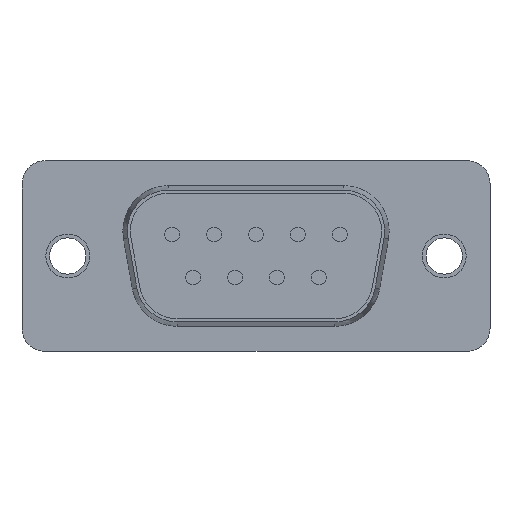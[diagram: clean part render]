
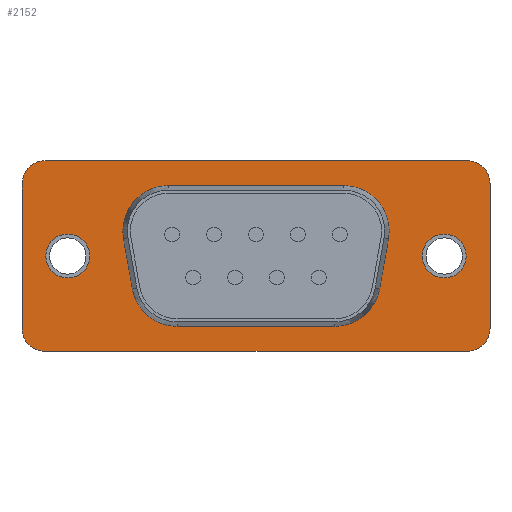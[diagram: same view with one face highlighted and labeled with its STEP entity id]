
A CAD part, front view. The second image highlights one B-rep face of the part: STEP entity #2152.
In plain terms, the highlighted planar face has unit normal (0, -1, 0).
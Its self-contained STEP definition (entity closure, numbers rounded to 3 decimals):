
#1235=DIRECTION('',(-1.,0.,0.));
#1236=VECTOR('',#1235,11.6);
#1237=CARTESIAN_POINT('',(278.79,0.,233.594));
#1238=LINE('',#1237,#1236);
#1255=DIRECTION('',(1.,0.,0.));
#1256=VECTOR('',#1255,10.436);
#1257=CARTESIAN_POINT('',(267.772,0.,224.294));
#1258=LINE('',#1257,#1256);
#1259=CARTESIAN_POINT('',(278.208,0.,227.294));
#1260=DIRECTION('',(0.,1.,0.));
#1261=DIRECTION('',(0.985,0.,-0.174));
#1262=AXIS2_PLACEMENT_3D('',#1259,#1260,#1261);
#1264=DIRECTION('',(-0.174,0.,-0.985));
#1265=VECTOR('',#1264,3.351);
#1266=CARTESIAN_POINT('',(281.744,0.,230.073));
#1267=LINE('',#1266,#1265);
#1268=CARTESIAN_POINT('',(278.79,0.,230.594));
#1269=DIRECTION('',(0.,1.,0.));
#1270=DIRECTION('',(0.766,0.,0.643));
#1271=AXIS2_PLACEMENT_3D('',#1268,#1269,#1270);
#1273=CARTESIAN_POINT('',(278.79,0.,230.594));
#1274=DIRECTION('',(0.,1.,0.));
#1275=DIRECTION('',(0.,0.,1.));
#1276=AXIS2_PLACEMENT_3D('',#1273,#1274,#1275);
#1278=CARTESIAN_POINT('',(267.19,0.,230.594));
#1279=DIRECTION('',(0.,1.,0.));
#1280=DIRECTION('',(-0.766,0.,0.643));
#1281=AXIS2_PLACEMENT_3D('',#1278,#1279,#1280);
#1283=CARTESIAN_POINT('',(267.19,0.,230.594));
#1284=DIRECTION('',(0.,1.,0.));
#1285=DIRECTION('',(-0.985,0.,-0.174));
#1286=AXIS2_PLACEMENT_3D('',#1283,#1284,#1285);
#1288=DIRECTION('',(-0.174,0.,0.985));
#1289=VECTOR('',#1288,3.351);
#1290=CARTESIAN_POINT('',(264.817,0.,226.773));
#1291=LINE('',#1290,#1289);
#1292=CARTESIAN_POINT('',(267.772,0.,227.294));
#1293=DIRECTION('',(0.,1.,0.));
#1294=DIRECTION('',(-0.643,0.,-0.766));
#1295=AXIS2_PLACEMENT_3D('',#1292,#1293,#1294);
#1297=CARTESIAN_POINT('',(267.772,0.,227.294));
#1298=DIRECTION('',(0.,1.,0.));
#1299=DIRECTION('',(0.,0.,-1.));
#1300=AXIS2_PLACEMENT_3D('',#1297,#1298,#1299);
#1302=CARTESIAN_POINT('',(278.208,0.,227.294));
#1303=DIRECTION('',(0.,1.,0.));
#1304=DIRECTION('',(0.643,0.,-0.766));
#1305=AXIS2_PLACEMENT_3D('',#1302,#1303,#1304);
#1307=CARTESIAN_POINT('',(285.43,0.,228.944));
#1308=DIRECTION('',(0.,1.,0.));
#1309=DIRECTION('',(1.,0.,0.));
#1310=AXIS2_PLACEMENT_3D('',#1307,#1308,#1309);
#1312=CARTESIAN_POINT('',(285.43,0.,228.944));
#1313=DIRECTION('',(0.,1.,0.));
#1314=DIRECTION('',(-1.,0.,0.));
#1315=AXIS2_PLACEMENT_3D('',#1312,#1313,#1314);
#1317=CARTESIAN_POINT('',(260.55,0.,228.944));
#1318=DIRECTION('',(0.,1.,0.));
#1319=DIRECTION('',(1.,0.,0.));
#1320=AXIS2_PLACEMENT_3D('',#1317,#1318,#1319);
#1322=CARTESIAN_POINT('',(260.55,0.,228.944));
#1323=DIRECTION('',(0.,1.,0.));
#1324=DIRECTION('',(-1.,0.,0.));
#1325=AXIS2_PLACEMENT_3D('',#1322,#1323,#1324);
#1327=CARTESIAN_POINT('',(259.025,0.,224.144));
#1328=DIRECTION('',(0.,-1.,0.));
#1329=DIRECTION('',(-1.,0.,-0.002));
#1330=AXIS2_PLACEMENT_3D('',#1327,#1328,#1329);
#1332=DIRECTION('',(0.,0.,-1.));
#1333=VECTOR('',#1332,8.67);
#1334=CARTESIAN_POINT('',(257.526,0.,232.813));
#1335=LINE('',#1334,#1333);
#1336=DIRECTION('',(-0.028,0.,-1.));
#1337=VECTOR('',#1336,0.973);
#1338=CARTESIAN_POINT('',(257.553,0.,233.785));
#1339=LINE('',#1338,#1337);
#1340=CARTESIAN_POINT('',(259.052,0.,233.744));
#1341=DIRECTION('',(0.,-1.,0.));
#1342=DIRECTION('',(0.,0.,1.));
#1343=AXIS2_PLACEMENT_3D('',#1340,#1341,#1342);
#1345=DIRECTION('',(-1.,0.,0.));
#1346=VECTOR('',#1345,27.903);
#1347=CARTESIAN_POINT('',(286.955,0.,235.244));
#1348=LINE('',#1347,#1346);
#1349=CARTESIAN_POINT('',(286.955,0.,233.744));
#1350=DIRECTION('',(0.,-1.,0.));
#1351=DIRECTION('',(1.,0.,0.));
#1352=AXIS2_PLACEMENT_3D('',#1349,#1350,#1351);
#1354=CARTESIAN_POINT('',(286.955,0.,224.144));
#1355=DIRECTION('',(0.,-1.,0.));
#1356=DIRECTION('',(0.,0.,-1.));
#1357=AXIS2_PLACEMENT_3D('',#1354,#1355,#1356);
#1443=DIRECTION('',(0.,0.,-1.));
#1444=VECTOR('',#1443,9.6);
#1445=CARTESIAN_POINT('',(288.455,0.,233.744));
#1446=LINE('',#1445,#1444);
#1475=DIRECTION('',(-1.,0.,0.));
#1476=VECTOR('',#1475,27.93);
#1477=CARTESIAN_POINT('',(286.955,0.,222.644));
#1478=LINE('',#1477,#1476);
#1499=CARTESIAN_POINT('',(267.19,0.,233.594));
#1500=VERTEX_POINT('',#1499);
#1509=CARTESIAN_POINT('',(264.235,0.,230.073));
#1510=VERTEX_POINT('',#1509);
#1511=CARTESIAN_POINT('',(278.79,0.,233.594));
#1512=VERTEX_POINT('',#1511);
#1517=CARTESIAN_POINT('',(281.744,0.,230.073));
#1518=VERTEX_POINT('',#1517);
#1519=CARTESIAN_POINT('',(264.892,0.,232.522));
#1520=VERTEX_POINT('',#1519);
#1529=CARTESIAN_POINT('',(264.817,0.,226.773));
#1530=VERTEX_POINT('',#1529);
#1535=CARTESIAN_POINT('',(281.088,0.,232.522));
#1536=VERTEX_POINT('',#1535);
#1541=CARTESIAN_POINT('',(281.162,0.,226.773));
#1542=VERTEX_POINT('',#1541);
#1547=CARTESIAN_POINT('',(267.772,0.,224.294));
#1548=VERTEX_POINT('',#1547);
#1549=CARTESIAN_POINT('',(265.843,0.,224.996));
#1550=VERTEX_POINT('',#1549);
#1563=CARTESIAN_POINT('',(278.208,0.,224.294));
#1564=VERTEX_POINT('',#1563);
#1565=CARTESIAN_POINT('',(280.136,0.,224.996));
#1566=VERTEX_POINT('',#1565);
#1595=CARTESIAN_POINT('',(286.955,0.,222.644));
#1596=CARTESIAN_POINT('',(259.025,0.,222.644));
#1597=VERTEX_POINT('',#1595);
#1598=VERTEX_POINT('',#1596);
#1599=CARTESIAN_POINT('',(259.052,0.,235.244));
#1601=VERTEX_POINT('',#1599);
#1607=CARTESIAN_POINT('',(288.455,0.,224.144));
#1608=VERTEX_POINT('',#1607);
#1609=CARTESIAN_POINT('',(257.525,0.,224.14));
#1610=VERTEX_POINT('',#1609);
#1612=CARTESIAN_POINT('',(257.553,0.,233.785));
#1614=VERTEX_POINT('',#1612);
#1615=CARTESIAN_POINT('',(286.955,0.,235.244));
#1616=VERTEX_POINT('',#1615);
#1619=CARTESIAN_POINT('',(288.455,0.,233.744));
#1620=VERTEX_POINT('',#1619);
#1621=CARTESIAN_POINT('',(257.526,0.,232.813));
#1622=VERTEX_POINT('',#1621);
#1635=CARTESIAN_POINT('',(286.88,0.,228.944));
#1637=VERTEX_POINT('',#1635);
#1639=CARTESIAN_POINT('',(283.98,0.,228.944));
#1641=VERTEX_POINT('',#1639);
#1643=CARTESIAN_POINT('',(262.,0.,228.944));
#1645=VERTEX_POINT('',#1643);
#1647=CARTESIAN_POINT('',(259.1,0.,228.944));
#1649=VERTEX_POINT('',#1647);
#2101=CARTESIAN_POINT('',(284.076,0.,228.942));
#2102=DIRECTION('',(0.,-1.,0.));
#2103=DIRECTION('',(1.,0.,0.));
#2104=AXIS2_PLACEMENT_3D('',#2101,#2102,#2103);
#2105=PLANE('',#2104);
#2107=ORIENTED_EDGE('',*,*,#2106,.T.);
#2109=ORIENTED_EDGE('',*,*,#2108,.F.);
#2111=ORIENTED_EDGE('',*,*,#2110,.F.);
#2113=ORIENTED_EDGE('',*,*,#2112,.F.);
#2115=ORIENTED_EDGE('',*,*,#2114,.F.);
#2117=ORIENTED_EDGE('',*,*,#2116,.F.);
#2119=ORIENTED_EDGE('',*,*,#2118,.F.);
#2121=ORIENTED_EDGE('',*,*,#2120,.T.);
#2123=ORIENTED_EDGE('',*,*,#2122,.F.);
#2124=EDGE_LOOP('',(#2107,#2109,#2111,#2113,#2115,#2117,#2119,#2121,#2123));
#2125=FACE_OUTER_BOUND('',#2124,.F.);
#2126=ORIENTED_EDGE('',*,*,#1985,.F.);
#2127=ORIENTED_EDGE('',*,*,#2003,.F.);
#2128=ORIENTED_EDGE('',*,*,#2019,.F.);
#2129=ORIENTED_EDGE('',*,*,#2017,.F.);
#2130=ORIENTED_EDGE('',*,*,#2034,.T.);
#2131=ORIENTED_EDGE('',*,*,#2050,.F.);
#2132=ORIENTED_EDGE('',*,*,#2048,.F.);
#2133=ORIENTED_EDGE('',*,*,#2065,.F.);
#2134=ORIENTED_EDGE('',*,*,#2081,.F.);
#2135=ORIENTED_EDGE('',*,*,#2079,.F.);
#2136=ORIENTED_EDGE('',*,*,#2095,.T.);
#2137=ORIENTED_EDGE('',*,*,#1987,.F.);
#2138=EDGE_LOOP('',(#2126,#2127,#2128,#2129,#2130,#2131,#2132,#2133,#2134,#2135,
#2136,#2137));
#2139=FACE_BOUND('',#2138,.F.);
#2141=ORIENTED_EDGE('',*,*,#2140,.F.);
#2143=ORIENTED_EDGE('',*,*,#2142,.F.);
#2144=EDGE_LOOP('',(#2141,#2143));
#2145=FACE_BOUND('',#2144,.F.);
#2147=ORIENTED_EDGE('',*,*,#2146,.F.);
#2149=ORIENTED_EDGE('',*,*,#2148,.F.);
#2150=EDGE_LOOP('',(#2147,#2149));
#2151=FACE_BOUND('',#2150,.F.);
#2152=ADVANCED_FACE('',(#2125,#2139,#2145,#2151),#2105,.T.);
#1263=CIRCLE('',#1262,3.);
#1272=CIRCLE('',#1271,3.);
#1277=CIRCLE('',#1276,3.);
#1282=CIRCLE('',#1281,3.);
#1287=CIRCLE('',#1286,3.);
#1296=CIRCLE('',#1295,3.);
#1301=CIRCLE('',#1300,3.);
#1306=CIRCLE('',#1305,3.);
#1311=CIRCLE('',#1310,1.45);
#1316=CIRCLE('',#1315,1.45);
#1321=CIRCLE('',#1320,1.45);
#1326=CIRCLE('',#1325,1.45);
#1331=CIRCLE('',#1330,1.5);
#1344=CIRCLE('',#1343,1.5);
#1353=CIRCLE('',#1352,1.5);
#1358=CIRCLE('',#1357,1.5);
#1985=EDGE_CURVE('',#1542,#1566,#1263,.T.);
#1987=EDGE_CURVE('',#1566,#1564,#1306,.T.);
#2003=EDGE_CURVE('',#1518,#1542,#1267,.T.);
#2017=EDGE_CURVE('',#1512,#1536,#1277,.T.);
#2019=EDGE_CURVE('',#1536,#1518,#1272,.T.);
#2034=EDGE_CURVE('',#1512,#1500,#1238,.T.);
#2048=EDGE_CURVE('',#1510,#1520,#1287,.T.);
#2050=EDGE_CURVE('',#1520,#1500,#1282,.T.);
#2065=EDGE_CURVE('',#1530,#1510,#1291,.T.);
#2079=EDGE_CURVE('',#1548,#1550,#1301,.T.);
#2081=EDGE_CURVE('',#1550,#1530,#1296,.T.);
#2095=EDGE_CURVE('',#1548,#1564,#1258,.T.);
#2106=EDGE_CURVE('',#1597,#1598,#1478,.T.);
#2108=EDGE_CURVE('',#1610,#1598,#1331,.T.);
#2110=EDGE_CURVE('',#1622,#1610,#1335,.T.);
#2112=EDGE_CURVE('',#1614,#1622,#1339,.T.);
#2114=EDGE_CURVE('',#1601,#1614,#1344,.T.);
#2116=EDGE_CURVE('',#1616,#1601,#1348,.T.);
#2118=EDGE_CURVE('',#1620,#1616,#1353,.T.);
#2120=EDGE_CURVE('',#1620,#1608,#1446,.T.);
#2122=EDGE_CURVE('',#1597,#1608,#1358,.T.);
#2140=EDGE_CURVE('',#1637,#1641,#1311,.T.);
#2142=EDGE_CURVE('',#1641,#1637,#1316,.T.);
#2146=EDGE_CURVE('',#1645,#1649,#1321,.T.);
#2148=EDGE_CURVE('',#1649,#1645,#1326,.T.);
